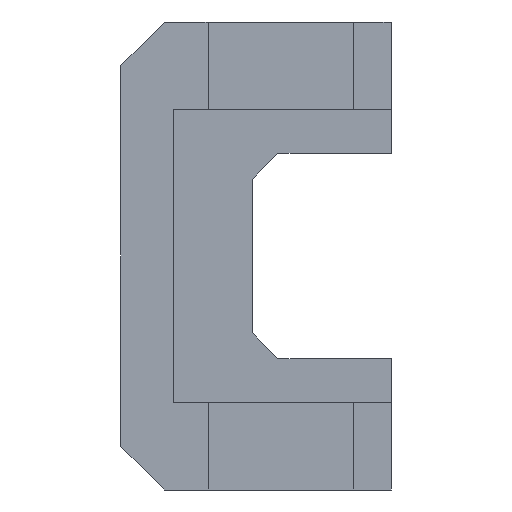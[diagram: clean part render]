
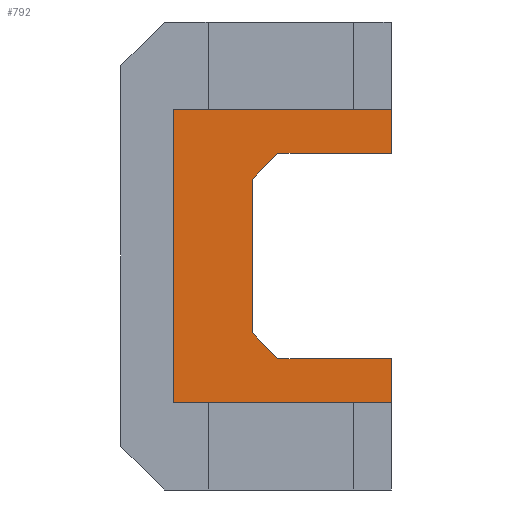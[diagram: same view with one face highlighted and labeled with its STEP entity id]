
A CAD part, front view. The second image highlights one B-rep face of the part: STEP entity #792.
In plain terms, the highlighted planar face has unit normal (0, -1, 0).
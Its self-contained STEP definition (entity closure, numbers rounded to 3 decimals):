
#26=FACE_OUTER_BOUND('',#66,.T.);
#66=EDGE_LOOP('',(#571,#572,#573,#574,#575,#576,#577,#578,#579,#580));
#135=LINE('',#1162,#249);
#136=LINE('',#1164,#250);
#137=LINE('',#1166,#251);
#138=LINE('',#1168,#252);
#139=LINE('',#1170,#253);
#140=LINE('',#1172,#254);
#141=LINE('',#1174,#255);
#142=LINE('',#1176,#256);
#143=LINE('',#1178,#257);
#144=LINE('',#1179,#258);
#249=VECTOR('',#947,10.);
#250=VECTOR('',#948,10.);
#251=VECTOR('',#949,10.);
#252=VECTOR('',#950,10.);
#253=VECTOR('',#951,10.);
#254=VECTOR('',#952,10.);
#255=VECTOR('',#953,10.);
#256=VECTOR('',#954,10.);
#257=VECTOR('',#955,10.);
#258=VECTOR('',#956,10.);
#353=VERTEX_POINT('',#1160);
#354=VERTEX_POINT('',#1161);
#355=VERTEX_POINT('',#1163);
#356=VERTEX_POINT('',#1165);
#357=VERTEX_POINT('',#1167);
#358=VERTEX_POINT('',#1169);
#359=VERTEX_POINT('',#1171);
#360=VERTEX_POINT('',#1173);
#361=VERTEX_POINT('',#1175);
#362=VERTEX_POINT('',#1177);
#439=EDGE_CURVE('',#353,#354,#135,.T.);
#440=EDGE_CURVE('',#355,#353,#136,.T.);
#441=EDGE_CURVE('',#355,#356,#137,.T.);
#442=EDGE_CURVE('',#356,#357,#138,.T.);
#443=EDGE_CURVE('',#358,#357,#139,.T.);
#444=EDGE_CURVE('',#359,#358,#140,.T.);
#445=EDGE_CURVE('',#360,#359,#141,.T.);
#446=EDGE_CURVE('',#361,#360,#142,.T.);
#447=EDGE_CURVE('',#362,#361,#143,.T.);
#448=EDGE_CURVE('',#354,#362,#144,.T.);
#571=ORIENTED_EDGE('',*,*,#439,.F.);
#572=ORIENTED_EDGE('',*,*,#440,.F.);
#573=ORIENTED_EDGE('',*,*,#441,.T.);
#574=ORIENTED_EDGE('',*,*,#442,.T.);
#575=ORIENTED_EDGE('',*,*,#443,.F.);
#576=ORIENTED_EDGE('',*,*,#444,.F.);
#577=ORIENTED_EDGE('',*,*,#445,.F.);
#578=ORIENTED_EDGE('',*,*,#446,.F.);
#579=ORIENTED_EDGE('',*,*,#447,.F.);
#580=ORIENTED_EDGE('',*,*,#448,.F.);
#752=PLANE('',#852);
#792=ADVANCED_FACE('',(#26),#752,.F.);
#852=AXIS2_PLACEMENT_3D('',#1159,#945,#946);
#945=DIRECTION('center_axis',(0.,1.,0.));
#946=DIRECTION('ref_axis',(0.,0.,-1.));
#947=DIRECTION('',(-1.,0.,0.));
#948=DIRECTION('',(0.,0.,-1.));
#949=DIRECTION('',(-1.,0.,0.));
#950=DIRECTION('',(0.,0.,-1.));
#951=DIRECTION('',(-1.,0.,0.));
#952=DIRECTION('',(0.,0.,-1.));
#953=DIRECTION('',(1.,0.,0.));
#954=DIRECTION('',(0.707,0.,-0.707));
#955=DIRECTION('',(0.,0.,-1.));
#956=DIRECTION('',(-0.707,0.,-0.707));
#1159=CARTESIAN_POINT('Origin',(1860.,287.149,-600.));
#1160=CARTESIAN_POINT('',(1860.,287.149,-903.));
#1161=CARTESIAN_POINT('',(1081.243,287.149,-903.));
#1162=CARTESIAN_POINT('',(1860.,287.149,-903.));
#1163=CARTESIAN_POINT('',(1860.,287.149,-600.));
#1164=CARTESIAN_POINT('',(1860.,287.149,-300.));
#1165=CARTESIAN_POINT('',(360.,287.149,-600.));
#1166=CARTESIAN_POINT('',(1860.,287.149,-600.));
#1167=CARTESIAN_POINT('',(360.,287.149,-2620.));
#1168=CARTESIAN_POINT('',(360.,287.149,-2620.));
#1169=CARTESIAN_POINT('',(1860.,287.149,-2620.));
#1170=CARTESIAN_POINT('',(1860.,287.149,-2620.));
#1171=CARTESIAN_POINT('',(1860.,287.149,-2317.));
#1172=CARTESIAN_POINT('',(1860.,287.149,-1760.));
#1173=CARTESIAN_POINT('',(1081.243,287.149,-2317.));
#1174=CARTESIAN_POINT('',(1470.621,287.149,-2317.));
#1175=CARTESIAN_POINT('',(903.,287.149,-2138.757));
#1176=CARTESIAN_POINT('',(757.561,287.149,-1993.318));
#1177=CARTESIAN_POINT('',(903.,287.149,-1081.243));
#1178=CARTESIAN_POINT('',(903.,287.149,-840.621));
#1179=CARTESIAN_POINT('',(1351.682,287.149,-632.561));
